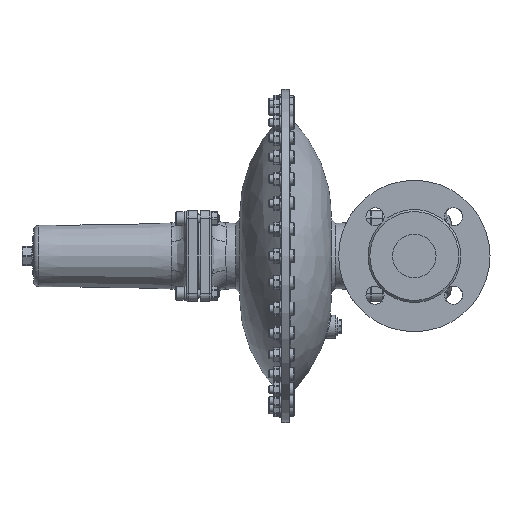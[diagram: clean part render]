
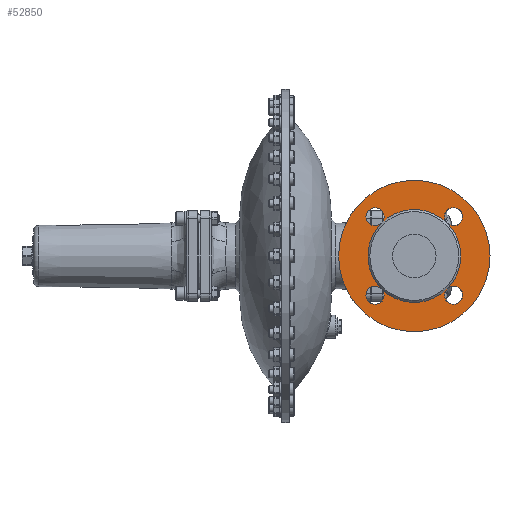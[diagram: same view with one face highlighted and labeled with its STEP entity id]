
A CAD part, left-side view. The second image highlights one B-rep face of the part: STEP entity #52850.
In plain terms, the highlighted planar face has unit normal (-1, 0, 0).
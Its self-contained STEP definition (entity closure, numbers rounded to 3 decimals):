
#2699=FACE_BOUND('',#9493,.T.);
#3016=PLANE('',#56428);
#6234=FACE_OUTER_BOUND('',#9492,.T.);
#9492=EDGE_LOOP('',(#35227));
#9493=EDGE_LOOP('',(#35228,#35229,#35230,#35231,#35232,#35233,#35234,#35235,
#35236,#35237,#35238,#35239,#35240));
#13168=CIRCLE('',#56373,9.);
#13169=CIRCLE('',#56374,9.);
#13170=CIRCLE('',#56376,9.);
#13171=CIRCLE('',#56377,9.);
#13179=CIRCLE('',#56389,9.);
#13180=CIRCLE('',#56390,9.);
#13181=CIRCLE('',#56392,9.);
#13182=CIRCLE('',#56393,9.);
#13200=CIRCLE('',#56429,75.);
#13201=CIRCLE('',#56430,46.);
#13202=CIRCLE('',#56431,46.);
#13203=CIRCLE('',#56432,46.);
#13204=CIRCLE('',#56433,46.);
#13205=CIRCLE('',#56434,46.);
#20901=VERTEX_POINT('',#78320);
#20902=VERTEX_POINT('',#78321);
#20909=VERTEX_POINT('',#78386);
#20910=VERTEX_POINT('',#78387);
#20940=VERTEX_POINT('',#78672);
#20941=VERTEX_POINT('',#78673);
#20944=VERTEX_POINT('',#78718);
#20945=VERTEX_POINT('',#78719);
#20973=VERTEX_POINT('',#78844);
#20974=VERTEX_POINT('',#78848);
#26432=EDGE_CURVE('',#20901,#20902,#13168,.T.);
#26433=EDGE_CURVE('',#20902,#20901,#13169,.T.);
#26441=EDGE_CURVE('',#20909,#20910,#13170,.T.);
#26442=EDGE_CURVE('',#20910,#20909,#13171,.T.);
#26476=EDGE_CURVE('',#20940,#20941,#13179,.T.);
#26477=EDGE_CURVE('',#20941,#20940,#13180,.T.);
#26481=EDGE_CURVE('',#20944,#20945,#13181,.T.);
#26482=EDGE_CURVE('',#20945,#20944,#13182,.T.);
#26526=EDGE_CURVE('',#20973,#20973,#13200,.T.);
#26527=EDGE_CURVE('',#20901,#20909,#13201,.T.);
#26528=EDGE_CURVE('',#20940,#20901,#13202,.T.);
#26529=EDGE_CURVE('',#20974,#20940,#13203,.T.);
#26530=EDGE_CURVE('',#20944,#20974,#13204,.T.);
#26531=EDGE_CURVE('',#20909,#20944,#13205,.T.);
#35227=ORIENTED_EDGE('',*,*,#26526,.T.);
#35228=ORIENTED_EDGE('',*,*,#26441,.T.);
#35229=ORIENTED_EDGE('',*,*,#26442,.T.);
#35230=ORIENTED_EDGE('',*,*,#26527,.F.);
#35231=ORIENTED_EDGE('',*,*,#26432,.T.);
#35232=ORIENTED_EDGE('',*,*,#26433,.T.);
#35233=ORIENTED_EDGE('',*,*,#26528,.F.);
#35234=ORIENTED_EDGE('',*,*,#26476,.T.);
#35235=ORIENTED_EDGE('',*,*,#26477,.T.);
#35236=ORIENTED_EDGE('',*,*,#26529,.F.);
#35237=ORIENTED_EDGE('',*,*,#26530,.F.);
#35238=ORIENTED_EDGE('',*,*,#26481,.T.);
#35239=ORIENTED_EDGE('',*,*,#26482,.T.);
#35240=ORIENTED_EDGE('',*,*,#26531,.F.);
#52850=ADVANCED_FACE('',(#6234,#2699),#3016,.F.);
#56373=AXIS2_PLACEMENT_3D('',#78322,#63033,#63034);
#56374=AXIS2_PLACEMENT_3D('',#78323,#63035,#63036);
#56376=AXIS2_PLACEMENT_3D('',#78388,#63040,#63041);
#56377=AXIS2_PLACEMENT_3D('',#78389,#63042,#63043);
#56389=AXIS2_PLACEMENT_3D('',#78674,#63070,#63071);
#56390=AXIS2_PLACEMENT_3D('',#78675,#63072,#63073);
#56392=AXIS2_PLACEMENT_3D('',#78720,#63077,#63078);
#56393=AXIS2_PLACEMENT_3D('',#78721,#63079,#63080);
#56428=AXIS2_PLACEMENT_3D('',#78843,#63171,#63172);
#56429=AXIS2_PLACEMENT_3D('',#78845,#63173,#63174);
#56430=AXIS2_PLACEMENT_3D('',#78846,#63175,#63176);
#56431=AXIS2_PLACEMENT_3D('',#78847,#63177,#63178);
#56432=AXIS2_PLACEMENT_3D('',#78849,#63179,#63180);
#56433=AXIS2_PLACEMENT_3D('',#78850,#63181,#63182);
#56434=AXIS2_PLACEMENT_3D('',#78851,#63183,#63184);
#63033=DIRECTION('center_axis',(1.,0.,0.));
#63034=DIRECTION('ref_axis',(0.,0.,
1.));
#63035=DIRECTION('center_axis',(1.,0.,0.));
#63036=DIRECTION('ref_axis',(0.,0.,
1.));
#63040=DIRECTION('center_axis',(1.,0.,0.));
#63041=DIRECTION('ref_axis',(0.,1.,0.));
#63042=DIRECTION('center_axis',(1.,0.,0.));
#63043=DIRECTION('ref_axis',(0.,1.,0.));
#63070=DIRECTION('center_axis',(1.,0.,0.));
#63071=DIRECTION('ref_axis',(0.,-1.,0.));
#63072=DIRECTION('center_axis',(1.,0.,0.));
#63073=DIRECTION('ref_axis',(0.,-1.,0.));
#63077=DIRECTION('center_axis',(1.,0.,0.));
#63078=DIRECTION('ref_axis',(0.,0.,
-1.));
#63079=DIRECTION('center_axis',(1.,0.,0.));
#63080=DIRECTION('ref_axis',(0.,0.,
-1.));
#63171=DIRECTION('center_axis',(1.,0.,0.));
#63172=DIRECTION('ref_axis',(0.,0.,
-1.));
#63173=DIRECTION('center_axis',(-1.,0.,0.));
#63174=DIRECTION('ref_axis',(0.,0.,
1.));
#63175=DIRECTION('center_axis',(-1.,0.,0.));
#63176=DIRECTION('ref_axis',(0.,0.,
1.));
#63177=DIRECTION('center_axis',(-1.,0.,0.));
#63178=DIRECTION('ref_axis',(0.,0.,
1.));
#63179=DIRECTION('center_axis',(-1.,0.,0.));
#63180=DIRECTION('ref_axis',(0.,0.,
1.));
#63181=DIRECTION('center_axis',(-1.,0.,0.));
#63182=DIRECTION('ref_axis',(0.,0.,
1.));
#63183=DIRECTION('center_axis',(-1.,0.,0.));
#63184=DIRECTION('ref_axis',(0.,0.,
1.));
#78320=CARTESIAN_POINT('',(-98.,32.527,32.527));
#78321=CARTESIAN_POINT('',(-98.,38.891,29.891));
#78322=CARTESIAN_POINT('Origin',(-98.,38.891,38.891));
#78323=CARTESIAN_POINT('Origin',(-98.,38.891,38.891));
#78386=CARTESIAN_POINT('',(-98.,32.527,-32.527));
#78387=CARTESIAN_POINT('',(-98.,29.891,-38.891));
#78388=CARTESIAN_POINT('Origin',(-98.,38.891,-38.891));
#78389=CARTESIAN_POINT('Origin',(-98.,38.891,-38.891));
#78672=CARTESIAN_POINT('',(-98.,-32.527,32.527));
#78673=CARTESIAN_POINT('',(-98.,-29.891,38.891));
#78674=CARTESIAN_POINT('Origin',(-98.,-38.891,38.891));
#78675=CARTESIAN_POINT('Origin',(-98.,-38.891,38.891));
#78718=CARTESIAN_POINT('',(-98.,-32.527,-32.527));
#78719=CARTESIAN_POINT('',(-98.,-38.891,-29.891));
#78720=CARTESIAN_POINT('Origin',(-98.,-38.891,-38.891));
#78721=CARTESIAN_POINT('Origin',(-98.,-38.891,-38.891));
#78843=CARTESIAN_POINT('Origin',(-98.,75.,0.));
#78844=CARTESIAN_POINT('',(-98.,-75.,0.));
#78845=CARTESIAN_POINT('Origin',(-98.,0.,0.));
#78846=CARTESIAN_POINT('Origin',(-98.,0.,0.));
#78847=CARTESIAN_POINT('Origin',(-98.,0.,0.));
#78848=CARTESIAN_POINT('',(-98.,-46.,0.));
#78849=CARTESIAN_POINT('Origin',(-98.,0.,0.));
#78850=CARTESIAN_POINT('Origin',(-98.,0.,0.));
#78851=CARTESIAN_POINT('Origin',(-98.,0.,0.));
